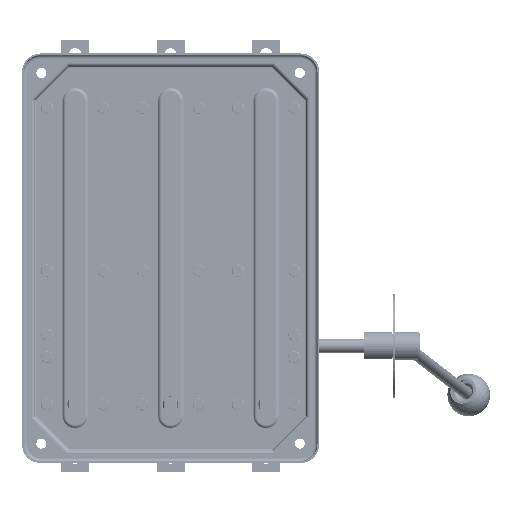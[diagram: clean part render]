
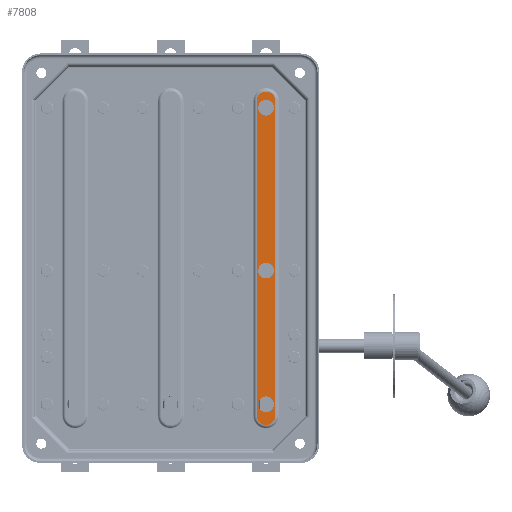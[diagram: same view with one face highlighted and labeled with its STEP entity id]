
A CAD part, front view. The second image highlights one B-rep face of the part: STEP entity #7808.
In plain terms, the highlighted planar face has unit normal (0, -1, 0).
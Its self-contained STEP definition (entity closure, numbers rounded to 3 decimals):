
#5619 = EDGE_LOOP ( 'NONE', ( #7611, #20480 ) ) ;
#5630 = ORIENTED_EDGE ( 'NONE', *, *, #7849, .F. ) ;
#6719 = VERTEX_POINT ( 'NONE', #46726 ) ;
#6735 = VERTEX_POINT ( 'NONE', #46759 ) ;
#6748 = EDGE_CURVE ( 'NONE', #6769, #6770, #46800, .T. ) ;
#6755 = VERTEX_POINT ( 'NONE', #46838 ) ;
#6760 = EDGE_CURVE ( 'NONE', #6735, #6755, #46829, .T. ) ;
#6764 = VERTEX_POINT ( 'NONE', #46833 ) ;
#6769 = VERTEX_POINT ( 'NONE', #46823 ) ;
#6770 = VERTEX_POINT ( 'NONE', #46812 ) ;
#6800 = VERTEX_POINT ( 'NONE', #46892 ) ;
#6808 = VERTEX_POINT ( 'NONE', #46922 ) ;
#6812 = EDGE_CURVE ( 'NONE', #6719, #6808, #46910, .T. ) ;
#6858 = EDGE_CURVE ( 'NONE', #6764, #6800, #47021, .T. ) ;
#7218 = ORIENTED_EDGE ( 'NONE', *, *, #6748, .T. ) ;
#7611 = ORIENTED_EDGE ( 'NONE', *, *, #7703, .T. ) ;
#7703 = EDGE_CURVE ( 'NONE', #6800, #6764, #48763, .T. ) ;
#7798 = EDGE_CURVE ( 'NONE', #6770, #6769, #48982, .T. ) ;
#7806 = EDGE_LOOP ( 'NONE', ( #7826, #7823 ) ) ;
#7808 = ADVANCED_FACE ( 'NONE', ( #48957, #48963, #48958, #49014 ), #48959, .F. ) ;
#7812 = EDGE_LOOP ( 'NONE', ( #7815, #7218 ) ) ;
#7815 = ORIENTED_EDGE ( 'NONE', *, *, #7798, .T. ) ;
#7823 = ORIENTED_EDGE ( 'NONE', *, *, #6812, .T. ) ;
#7826 = ORIENTED_EDGE ( 'NONE', *, *, #7833, .T. ) ;
#7833 = EDGE_CURVE ( 'NONE', #6808, #6719, #49039, .T. ) ;
#7849 = EDGE_CURVE ( 'NONE', #7852, #7855, #49056, .T. ) ;
#7850 = VERTEX_POINT ( 'NONE', #49055 ) ;
#7852 = VERTEX_POINT ( 'NONE', #49054 ) ;
#7855 = VERTEX_POINT ( 'NONE', #49049 ) ;
#7856 = ORIENTED_EDGE ( 'NONE', *, *, #7863, .F. ) ;
#7862 = ORIENTED_EDGE ( 'NONE', *, *, #7865, .F. ) ;
#7863 = EDGE_CURVE ( 'NONE', #6755, #7850, #49043, .T. ) ;
#7865 = EDGE_CURVE ( 'NONE', #7850, #7852, #49092, .T. ) ;
#7866 = EDGE_CURVE ( 'NONE', #7855, #6735, #49093, .T. ) ;
#7876 = ORIENTED_EDGE ( 'NONE', *, *, #7866, .F. ) ;
#7878 = ORIENTED_EDGE ( 'NONE', *, *, #6760, .F. ) ;
#20480 = ORIENTED_EDGE ( 'NONE', *, *, #6858, .T. ) ;
#20637 = EDGE_LOOP ( 'NONE', ( #5630, #7862, #7856, #7878, #7876 ) ) ;
#46726 = CARTESIAN_POINT ( 'NONE',  ( 85., 10.8, 127. ) ) ;
#46759 = CARTESIAN_POINT ( 'NONE',  ( 85., 10.8, -148.402 ) ) ;
#46785 = DIRECTION ( 'NONE',  ( 0., 0., 1. ) ) ;
#46786 = DIRECTION ( 'NONE',  ( 0., 1., 0. ) ) ;
#46794 = AXIS2_PLACEMENT_3D ( 'NONE', #46802, #46786, #46785 ) ;
#46800 = CIRCLE ( 'NONE', #46794, 7. ) ;
#46802 = CARTESIAN_POINT ( 'NONE',  ( 85., 10.8, -11. ) ) ;
#46812 = CARTESIAN_POINT ( 'NONE',  ( 85., 10.8, -4. ) ) ;
#46823 = CARTESIAN_POINT ( 'NONE',  ( 85., 10.8, -18. ) ) ;
#46825 = DIRECTION ( 'NONE',  ( 0., 0., 1. ) ) ;
#46826 = DIRECTION ( 'NONE',  ( 0., 1., 0. ) ) ;
#46827 = CARTESIAN_POINT ( 'NONE',  ( 85., 10.8, -140. ) ) ;
#46829 = CIRCLE ( 'NONE', #46834, 8.402 ) ;
#46833 = CARTESIAN_POINT ( 'NONE',  ( 85., 10.8, -137. ) ) ;
#46834 = AXIS2_PLACEMENT_3D ( 'NONE', #46827, #46826, #46825 ) ;
#46838 = CARTESIAN_POINT ( 'NONE',  ( 76.598, 10.8, -140. ) ) ;
#46892 = CARTESIAN_POINT ( 'NONE',  ( 85., 10.8, -123. ) ) ;
#46907 = CARTESIAN_POINT ( 'NONE',  ( 85., 10.8, 134. ) ) ;
#46908 = AXIS2_PLACEMENT_3D ( 'NONE', #46907, #46962, #46961 ) ;
#46910 = CIRCLE ( 'NONE', #46908, 7. ) ;
#46922 = CARTESIAN_POINT ( 'NONE',  ( 85., 10.8, 141. ) ) ;
#46961 = DIRECTION ( 'NONE',  ( 0., 0., 1. ) ) ;
#46962 = DIRECTION ( 'NONE',  ( 0., 1., 0. ) ) ;
#47000 = DIRECTION ( 'NONE',  ( 0., 0., 1. ) ) ;
#47004 = CARTESIAN_POINT ( 'NONE',  ( 85., 10.8, -130. ) ) ;
#47008 = DIRECTION ( 'NONE',  ( 0., 1., 0. ) ) ;
#47012 = AXIS2_PLACEMENT_3D ( 'NONE', #47004, #47008, #47000 ) ;
#47021 = CIRCLE ( 'NONE', #47012, 7. ) ;
#48754 = DIRECTION ( 'NONE',  ( 0., 0., 1. ) ) ;
#48755 = DIRECTION ( 'NONE',  ( 0., 1., 0. ) ) ;
#48756 = CARTESIAN_POINT ( 'NONE',  ( 85., 10.8, -130. ) ) ;
#48763 = CIRCLE ( 'NONE', #48771, 7. ) ;
#48771 = AXIS2_PLACEMENT_3D ( 'NONE', #48756, #48755, #48754 ) ;
#48957 = FACE_BOUND ( 'NONE', #7806, .T. ) ;
#48958 = FACE_BOUND ( 'NONE', #5619, .T. ) ;
#48959 = PLANE ( 'NONE',  #49013 ) ;
#48960 = DIRECTION ( 'NONE',  ( 0., 0., 1. ) ) ;
#48961 = DIRECTION ( 'NONE',  ( 0., 1., 0. ) ) ;
#48962 = CARTESIAN_POINT ( 'NONE',  ( 85., 10.8, -11. ) ) ;
#48963 = FACE_BOUND ( 'NONE', #7812, .T. ) ;
#48977 = DIRECTION ( 'NONE',  ( 0., 1., 0. ) ) ;
#48978 = CARTESIAN_POINT ( 'NONE',  ( 85., 10.8, 140. ) ) ;
#48980 = AXIS2_PLACEMENT_3D ( 'NONE', #48962, #48961, #48960 ) ;
#48982 = CIRCLE ( 'NONE', #48980, 7. ) ;
#48985 = DIRECTION ( 'NONE',  ( 0., 1., 0. ) ) ;
#48986 = CARTESIAN_POINT ( 'NONE',  ( 85., 10.8, 134. ) ) ;
#49006 = DIRECTION ( 'NONE',  ( 0., 0., 1. ) ) ;
#49013 = AXIS2_PLACEMENT_3D ( 'NONE', #48978, #48977, #49006 ) ;
#49014 = FACE_OUTER_BOUND ( 'NONE', #20637, .T. ) ;
#49034 = DIRECTION ( 'NONE',  ( 0., 0., 1. ) ) ;
#49035 = AXIS2_PLACEMENT_3D ( 'NONE', #48986, #48985, #49034 ) ;
#49039 = CIRCLE ( 'NONE', #49035, 7. ) ;
#49040 = AXIS2_PLACEMENT_3D ( 'NONE', #49096, #49086, #49085 ) ;
#49042 = CARTESIAN_POINT ( 'NONE',  ( 76.598, 10.8, 140. ) ) ;
#49043 = LINE ( 'NONE', #49042, #49095 ) ;
#49049 = CARTESIAN_POINT ( 'NONE',  ( 93.402, 10.8, -140. ) ) ;
#49051 = DIRECTION ( 'NONE',  ( 0., 0., -1. ) ) ;
#49052 = VECTOR ( 'NONE', #49051, 1000. ) ;
#49053 = CARTESIAN_POINT ( 'NONE',  ( 93.402, 10.8, -140. ) ) ;
#49054 = CARTESIAN_POINT ( 'NONE',  ( 93.402, 10.8, 140. ) ) ;
#49055 = CARTESIAN_POINT ( 'NONE',  ( 76.598, 10.8, 140. ) ) ;
#49056 = LINE ( 'NONE', #49053, #49052 ) ;
#49080 = DIRECTION ( 'NONE',  ( 0., 0., 1. ) ) ;
#49081 = DIRECTION ( 'NONE',  ( 0., 1., 0. ) ) ;
#49082 = CARTESIAN_POINT ( 'NONE',  ( 85., 10.8, -140. ) ) ;
#49085 = DIRECTION ( 'NONE',  ( 0., 0., 1. ) ) ;
#49086 = DIRECTION ( 'NONE',  ( 0., 1., 0. ) ) ;
#49087 = AXIS2_PLACEMENT_3D ( 'NONE', #49082, #49081, #49080 ) ;
#49092 = CIRCLE ( 'NONE', #49040, 8.402 ) ;
#49093 = CIRCLE ( 'NONE', #49087, 8.402 ) ;
#49094 = DIRECTION ( 'NONE',  ( 0., 0., 1. ) ) ;
#49095 = VECTOR ( 'NONE', #49094, 1000. ) ;
#49096 = CARTESIAN_POINT ( 'NONE',  ( 85., 10.8, 140. ) ) ;
